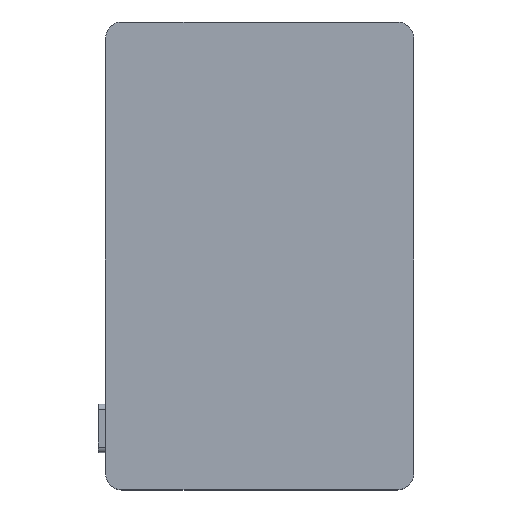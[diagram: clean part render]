
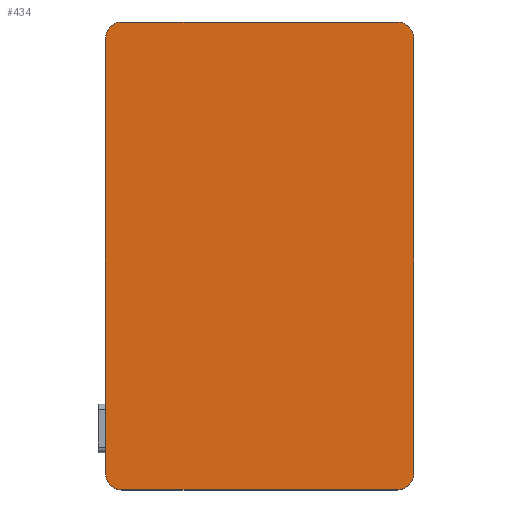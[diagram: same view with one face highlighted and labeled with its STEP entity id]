
A CAD part, top view. The second image highlights one B-rep face of the part: STEP entity #434.
In plain terms, the highlighted planar face has unit normal (0, 0, 1).
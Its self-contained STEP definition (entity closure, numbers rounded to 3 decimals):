
#36=PLANE('',#488);
#58=FACE_OUTER_BOUND('',#80,.T.);
#80=EDGE_LOOP('',(#397,#398,#399,#400,#401,#402,#403,#404));
#108=LINE('',#698,#152);
#113=LINE('',#712,#157);
#117=LINE('',#724,#161);
#121=LINE('',#736,#165);
#152=VECTOR('',#566,10.);
#157=VECTOR('',#579,10.);
#161=VECTOR('',#591,10.);
#165=VECTOR('',#603,10.);
#177=CIRCLE('',#473,3.);
#179=CIRCLE('',#477,3.);
#181=CIRCLE('',#481,3.);
#183=CIRCLE('',#485,3.);
#209=VERTEX_POINT('',#696);
#210=VERTEX_POINT('',#697);
#213=VERTEX_POINT('',#705);
#215=VERTEX_POINT('',#711);
#217=VERTEX_POINT('',#717);
#219=VERTEX_POINT('',#723);
#221=VERTEX_POINT('',#729);
#223=VERTEX_POINT('',#735);
#260=EDGE_CURVE('',#209,#210,#108,.T.);
#264=EDGE_CURVE('',#213,#210,#177,.T.);
#267=EDGE_CURVE('',#213,#215,#113,.T.);
#270=EDGE_CURVE('',#217,#215,#179,.T.);
#273=EDGE_CURVE('',#217,#219,#117,.T.);
#276=EDGE_CURVE('',#221,#219,#181,.T.);
#279=EDGE_CURVE('',#221,#223,#121,.T.);
#283=EDGE_CURVE('',#209,#223,#183,.T.);
#397=ORIENTED_EDGE('',*,*,#283,.F.);
#398=ORIENTED_EDGE('',*,*,#260,.T.);
#399=ORIENTED_EDGE('',*,*,#264,.F.);
#400=ORIENTED_EDGE('',*,*,#267,.T.);
#401=ORIENTED_EDGE('',*,*,#270,.F.);
#402=ORIENTED_EDGE('',*,*,#273,.T.);
#403=ORIENTED_EDGE('',*,*,#276,.F.);
#404=ORIENTED_EDGE('',*,*,#279,.T.);
#434=ADVANCED_FACE('',(#58),#36,.F.);
#473=AXIS2_PLACEMENT_3D('',#706,#572,#573);
#477=AXIS2_PLACEMENT_3D('',#718,#584,#585);
#481=AXIS2_PLACEMENT_3D('',#730,#596,#597);
#485=AXIS2_PLACEMENT_3D('',#742,#609,#610);
#488=AXIS2_PLACEMENT_3D('',#745,#615,#616);
#566=DIRECTION('',(1.,0.,0.));
#572=DIRECTION('center_axis',(0.,0.,-1.));
#573=DIRECTION('ref_axis',(1.,0.,0.));
#579=DIRECTION('',(0.,1.,0.));
#584=DIRECTION('center_axis',(0.,0.,-1.));
#585=DIRECTION('ref_axis',(0.,1.,0.));
#591=DIRECTION('',(-1.,0.,0.));
#596=DIRECTION('center_axis',(0.,0.,-1.));
#597=DIRECTION('ref_axis',(-1.,0.,0.));
#603=DIRECTION('',(0.,-1.,0.));
#609=DIRECTION('center_axis',(0.,0.,-1.));
#610=DIRECTION('ref_axis',(0.,-1.,0.));
#615=DIRECTION('center_axis',(0.,0.,-1.));
#616=DIRECTION('ref_axis',(1.,0.,0.));
#696=CARTESIAN_POINT('',(9.9,0.,-9.85));
#697=CARTESIAN_POINT('',(59.9,0.,-9.85));
#698=CARTESIAN_POINT('',(9.9,0.,-9.85));
#705=CARTESIAN_POINT('',(62.9,3.,-9.85));
#706=CARTESIAN_POINT('Origin',(59.9,3.,-9.85));
#711=CARTESIAN_POINT('',(62.9,82.,-9.85));
#712=CARTESIAN_POINT('',(62.9,3.,-9.85));
#717=CARTESIAN_POINT('',(59.9,85.,-9.85));
#718=CARTESIAN_POINT('Origin',(59.9,82.,-9.85));
#723=CARTESIAN_POINT('',(9.9,85.,-9.85));
#724=CARTESIAN_POINT('',(59.9,85.,-9.85));
#729=CARTESIAN_POINT('',(6.9,82.,-9.85));
#730=CARTESIAN_POINT('Origin',(9.9,82.,-9.85));
#735=CARTESIAN_POINT('',(6.9,3.,-9.85));
#736=CARTESIAN_POINT('',(6.9,82.,-9.85));
#742=CARTESIAN_POINT('Origin',(9.9,3.,-9.85));
#745=CARTESIAN_POINT('Origin',(34.9,42.5,-9.85));
